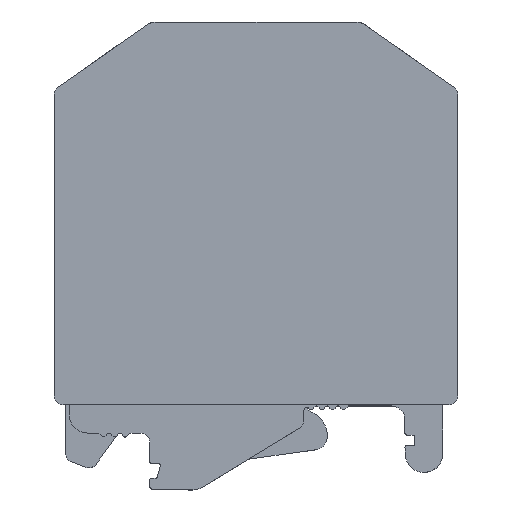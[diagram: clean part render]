
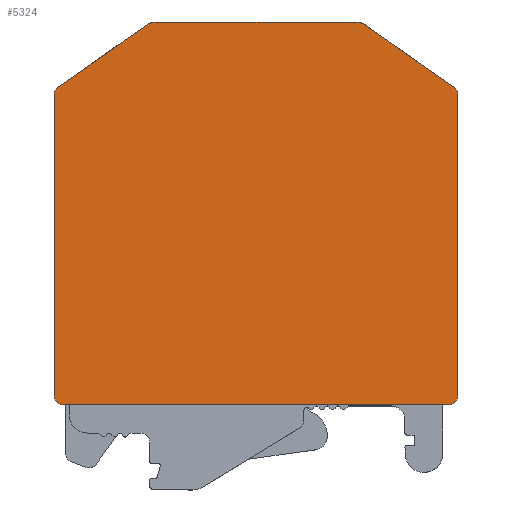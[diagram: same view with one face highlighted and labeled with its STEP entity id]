
A CAD part, top view. The second image highlights one B-rep face of the part: STEP entity #5324.
In plain terms, the highlighted planar face has unit normal (0, 0, 1).
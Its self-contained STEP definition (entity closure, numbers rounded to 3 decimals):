
#63 = CIRCLE ( 'NONE', #3990, 1. ) ;
#262 = ORIENTED_EDGE ( 'NONE', *, *, #2929, .F. ) ;
#306 = ORIENTED_EDGE ( 'NONE', *, *, #7465, .T. ) ;
#616 = DIRECTION ( 'NONE',  ( -1., 0., 0. ) ) ;
#623 = DIRECTION ( 'NONE',  ( 0., 0., 1. ) ) ;
#624 = CARTESIAN_POINT ( 'NONE',  ( -11.685, 25.91, 4.009 ) ) ;
#692 = DIRECTION ( 'NONE',  ( 0.819, -0.574, 0. ) ) ;
#738 = LINE ( 'NONE', #8113, #6916 ) ;
#820 = AXIS2_PLACEMENT_3D ( 'NONE', #2428, #6963, #2401 ) ;
#842 = ORIENTED_EDGE ( 'NONE', *, *, #3867, .F. ) ;
#877 = EDGE_CURVE ( 'NONE', #3050, #5659, #738, .T. ) ;
#1255 = DIRECTION ( 'NONE',  ( 1., 0., 0. ) ) ;
#1286 = CARTESIAN_POINT ( 'NONE',  ( -22.6, 20.709, 4.009 ) ) ;
#1337 = VECTOR ( 'NONE', #4724, 1000. ) ;
#1514 = CIRCLE ( 'NONE', #4487, 1. ) ;
#1538 = EDGE_CURVE ( 'NONE', #2976, #8076, #1514, .T. ) ;
#1662 = CARTESIAN_POINT ( 'NONE',  ( 21.248, 20.709, 4.009 ) ) ;
#1745 = CARTESIAN_POINT ( 'NONE',  ( -0.676, 27.91, 4.009 ) ) ;
#1882 = ORIENTED_EDGE ( 'NONE', *, *, #1538, .T. ) ;
#1883 = CARTESIAN_POINT ( 'NONE',  ( 21.674, 19.89, 4.009 ) ) ;
#1993 = VERTEX_POINT ( 'NONE', #3853 ) ;
#2017 = CARTESIAN_POINT ( 'NONE',  ( 10.333, 27.91, 4.009 ) ) ;
#2303 = VERTEX_POINT ( 'NONE', #2017 ) ;
#2354 = LINE ( 'NONE', #4869, #1337 ) ;
#2361 = VERTEX_POINT ( 'NONE', #1883 ) ;
#2401 = DIRECTION ( 'NONE',  ( -1., 0., 0. ) ) ;
#2428 = CARTESIAN_POINT ( 'NONE',  ( 20.674, 19.89, 4.009 ) ) ;
#2500 = EDGE_LOOP ( 'NONE', ( #2596, #306, #6456, #7575, #6995, #4091, #1882, #8058, #4566, #842, #8217, #262 ) ) ;
#2596 = ORIENTED_EDGE ( 'NONE', *, *, #2798, .T. ) ;
#2772 = DIRECTION ( 'NONE',  ( -1., 0., 0. ) ) ;
#2798 = EDGE_CURVE ( 'NONE', #1993, #6349, #3394, .T. ) ;
#2806 = DIRECTION ( 'NONE',  ( 0., 0., 1. ) ) ;
#2827 = CARTESIAN_POINT ( 'NONE',  ( -22.026, 19.89, 4.009 ) ) ;
#2929 = EDGE_CURVE ( 'NONE', #1993, #2303, #5606, .T. ) ;
#2936 = CARTESIAN_POINT ( 'NONE',  ( -23.026, -14.521, 4.009 ) ) ;
#2939 = CARTESIAN_POINT ( 'NONE',  ( -23.026, -13.521, 4.009 ) ) ;
#2959 = DIRECTION ( 'NONE',  ( -1., 0., 0. ) ) ;
#2976 = VERTEX_POINT ( 'NONE', #4575 ) ;
#3034 = CIRCLE ( 'NONE', #820, 1. ) ;
#3050 = VERTEX_POINT ( 'NONE', #7482 ) ;
#3201 = VECTOR ( 'NONE', #2959, 1000. ) ;
#3217 = CIRCLE ( 'NONE', #5073, 1. ) ;
#3394 = CIRCLE ( 'NONE', #8183, 2. ) ;
#3670 = VERTEX_POINT ( 'NONE', #1286 ) ;
#3744 = CARTESIAN_POINT ( 'NONE',  ( 21.674, -13.521, 4.009 ) ) ;
#3853 = CARTESIAN_POINT ( 'NONE',  ( -11.685, 27.91, 4.009 ) ) ;
#3867 = EDGE_CURVE ( 'NONE', #5039, #6140, #7303, .T. ) ;
#3990 = AXIS2_PLACEMENT_3D ( 'NONE', #6549, #6542, #6524 ) ;
#3998 = AXIS2_PLACEMENT_3D ( 'NONE', #6880, #6873, #6863 ) ;
#4091 = ORIENTED_EDGE ( 'NONE', *, *, #8244, .F. ) ;
#4487 = AXIS2_PLACEMENT_3D ( 'NONE', #5910, #5905, #5888 ) ;
#4532 = CARTESIAN_POINT ( 'NONE',  ( -22.026, -14.521, 4.009 ) ) ;
#4566 = ORIENTED_EDGE ( 'NONE', *, *, #5980, .T. ) ;
#4575 = CARTESIAN_POINT ( 'NONE',  ( 20.674, -14.521, 4.009 ) ) ;
#4597 = LINE ( 'NONE', #2936, #3201 ) ;
#4724 = DIRECTION ( 'NONE',  ( 0., -1., 0. ) ) ;
#4802 = LINE ( 'NONE', #6394, #5795 ) ;
#4869 = CARTESIAN_POINT ( 'NONE',  ( 21.674, -50.265, 4.009 ) ) ;
#5039 = VERTEX_POINT ( 'NONE', #8077 ) ;
#5073 = AXIS2_PLACEMENT_3D ( 'NONE', #2827, #2806, #2772 ) ;
#5324 = ADVANCED_FACE ( 'NONE', ( #5745 ), #6060, .T. ) ;
#5606 = LINE ( 'NONE', #1745, #6431 ) ;
#5616 = EDGE_CURVE ( 'NONE', #3670, #3050, #3217, .T. ) ;
#5659 = VERTEX_POINT ( 'NONE', #2939 ) ;
#5745 = FACE_OUTER_BOUND ( 'NONE', #2500, .T. ) ;
#5795 = VECTOR ( 'NONE', #6231, 1000. ) ;
#5817 = DIRECTION ( 'NONE',  ( 1., 0., 0. ) ) ;
#5833 = DIRECTION ( 'NONE',  ( 0., 0., 1. ) ) ;
#5859 = CARTESIAN_POINT ( 'NONE',  ( -22.026, -13.521, 4.009 ) ) ;
#5888 = DIRECTION ( 'NONE',  ( 1., 0., 0. ) ) ;
#5905 = DIRECTION ( 'NONE',  ( 0., 0., 1. ) ) ;
#5910 = CARTESIAN_POINT ( 'NONE',  ( 20.674, -13.521, 4.009 ) ) ;
#5980 = EDGE_CURVE ( 'NONE', #2361, #6140, #3034, .T. ) ;
#6060 = PLANE ( 'NONE',  #7160 ) ;
#6140 = VERTEX_POINT ( 'NONE', #1662 ) ;
#6231 = DIRECTION ( 'NONE',  ( -0.819, -0.574, 0. ) ) ;
#6349 = VERTEX_POINT ( 'NONE', #6908 ) ;
#6394 = CARTESIAN_POINT ( 'NONE',  ( -41.236, 7.66, 4.009 ) ) ;
#6431 = VECTOR ( 'NONE', #1255, 1000. ) ;
#6456 = ORIENTED_EDGE ( 'NONE', *, *, #5616, .T. ) ;
#6524 = DIRECTION ( 'NONE',  ( 1., 0., 0. ) ) ;
#6542 = DIRECTION ( 'NONE',  ( 0., 0., 1. ) ) ;
#6549 = CARTESIAN_POINT ( 'NONE',  ( -22.026, -13.521, 4.009 ) ) ;
#6863 = DIRECTION ( 'NONE',  ( -1., 0., 0. ) ) ;
#6873 = DIRECTION ( 'NONE',  ( 0., 0., 1. ) ) ;
#6880 = CARTESIAN_POINT ( 'NONE',  ( 10.333, 25.91, 4.009 ) ) ;
#6908 = CARTESIAN_POINT ( 'NONE',  ( -12.832, 27.549, 4.009 ) ) ;
#6916 = VECTOR ( 'NONE', #8155, 1000. ) ;
#6963 = DIRECTION ( 'NONE',  ( 0., 0., 1. ) ) ;
#6995 = ORIENTED_EDGE ( 'NONE', *, *, #7422, .T. ) ;
#7160 = AXIS2_PLACEMENT_3D ( 'NONE', #5859, #5833, #5817 ) ;
#7303 = LINE ( 'NONE', #8191, #7794 ) ;
#7376 = EDGE_CURVE ( 'NONE', #5039, #2303, #7432, .T. ) ;
#7422 = EDGE_CURVE ( 'NONE', #5659, #7976, #63, .T. ) ;
#7432 = CIRCLE ( 'NONE', #3998, 2. ) ;
#7465 = EDGE_CURVE ( 'NONE', #6349, #3670, #4802, .T. ) ;
#7482 = CARTESIAN_POINT ( 'NONE',  ( -23.026, 19.89, 4.009 ) ) ;
#7575 = ORIENTED_EDGE ( 'NONE', *, *, #877, .T. ) ;
#7794 = VECTOR ( 'NONE', #692, 1000. ) ;
#7916 = EDGE_CURVE ( 'NONE', #2361, #8076, #2354, .T. ) ;
#7976 = VERTEX_POINT ( 'NONE', #4532 ) ;
#8058 = ORIENTED_EDGE ( 'NONE', *, *, #7916, .F. ) ;
#8076 = VERTEX_POINT ( 'NONE', #3744 ) ;
#8077 = CARTESIAN_POINT ( 'NONE',  ( 11.48, 27.549, 4.009 ) ) ;
#8113 = CARTESIAN_POINT ( 'NONE',  ( -23.026, -50.265, 4.009 ) ) ;
#8155 = DIRECTION ( 'NONE',  ( 0., -1., 0. ) ) ;
#8183 = AXIS2_PLACEMENT_3D ( 'NONE', #624, #623, #616 ) ;
#8191 = CARTESIAN_POINT ( 'NONE',  ( 39.883, 7.66, 4.009 ) ) ;
#8217 = ORIENTED_EDGE ( 'NONE', *, *, #7376, .T. ) ;
#8244 = EDGE_CURVE ( 'NONE', #2976, #7976, #4597, .T. ) ;
